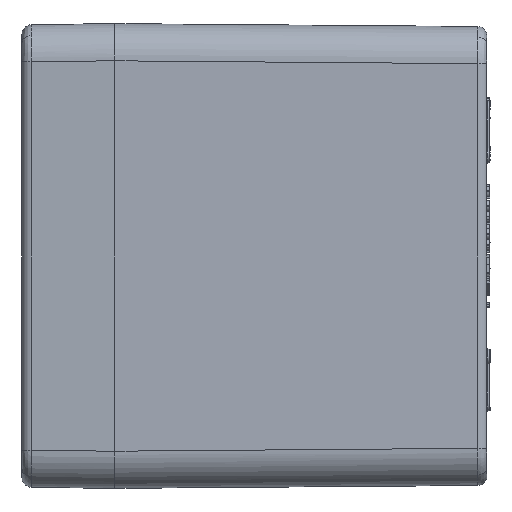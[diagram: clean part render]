
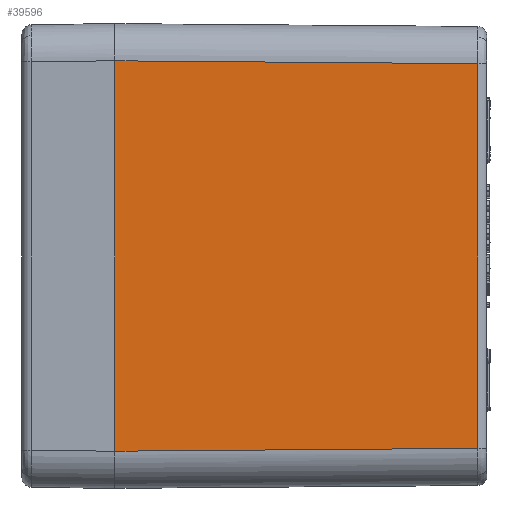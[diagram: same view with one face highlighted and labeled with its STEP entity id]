
A CAD part, left-side view. The second image highlights one B-rep face of the part: STEP entity #39596.
In plain terms, the highlighted planar face has unit normal (-1, -0.008, 0).
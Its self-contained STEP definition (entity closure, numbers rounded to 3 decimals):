
#1353 = VECTOR ( 'NONE', #26425, 1000. ) ;
#1750 = VERTEX_POINT ( 'NONE', #21069 ) ;
#2044 = EDGE_CURVE ( 'NONE', #41737, #15333, #14139, .T. ) ;
#2218 = CARTESIAN_POINT ( 'NONE',  ( -94.987, 0.3, -37.5 ) ) ;
#2817 = ORIENTED_EDGE ( 'NONE', *, *, #47108, .T. ) ;
#3386 = EDGE_LOOP ( 'NONE', ( #2817, #20573, #19891, #21490 ) ) ;
#7375 = VECTOR ( 'NONE', #15520, 1000. ) ;
#8539 = DIRECTION ( 'NONE',  ( 0.008, -1., 0. ) ) ;
#12875 = EDGE_CURVE ( 'NONE', #1750, #41737, #18089, .T. ) ;
#14139 = LINE ( 'NONE', #43078, #35718 ) ;
#15333 = VERTEX_POINT ( 'NONE', #47892 ) ;
#15520 = DIRECTION ( 'NONE',  ( 0., 0., 1. ) ) ;
#16448 = AXIS2_PLACEMENT_3D ( 'NONE', #28733, #32797, #8539 ) ;
#18089 = LINE ( 'NONE', #39307, #7375 ) ;
#19891 = ORIENTED_EDGE ( 'NONE', *, *, #2044, .T. ) ;
#20452 = CARTESIAN_POINT ( 'NONE',  ( -94.987, 0.3, -31.487 ) ) ;
#20573 = ORIENTED_EDGE ( 'NONE', *, *, #12875, .T. ) ;
#21069 = CARTESIAN_POINT ( 'NONE',  ( -94.527, -58.212, -31.027 ) ) ;
#21490 = ORIENTED_EDGE ( 'NONE', *, *, #27509, .T. ) ;
#22765 = LINE ( 'NONE', #48200, #33584 ) ;
#26425 = DIRECTION ( 'NONE',  ( 0., 0., -1. ) ) ;
#27509 = EDGE_CURVE ( 'NONE', #15333, #43481, #44398, .T. ) ;
#28733 = CARTESIAN_POINT ( 'NONE',  ( -95., 2., -37.5 ) ) ;
#32797 = DIRECTION ( 'NONE',  ( -1., -0.008, 0. ) ) ;
#33584 = VECTOR ( 'NONE', #40005, 1000. ) ;
#35718 = VECTOR ( 'NONE', #41264, 1000. ) ;
#39307 = CARTESIAN_POINT ( 'NONE',  ( -94.527, -58.212, 31.016 ) ) ;
#39596 = ADVANCED_FACE ( 'NONE', ( #47290 ), #44829, .T. ) ;
#40005 = DIRECTION ( 'NONE',  ( 0.008, -1., 0.008 ) ) ;
#41264 = DIRECTION ( 'NONE',  ( -0.008, 1., 0.008 ) ) ;
#41737 = VERTEX_POINT ( 'NONE', #43527 ) ;
#43078 = CARTESIAN_POINT ( 'NONE',  ( -94.996, 1.458, 31.496 ) ) ;
#43481 = VERTEX_POINT ( 'NONE', #20452 ) ;
#43527 = CARTESIAN_POINT ( 'NONE',  ( -94.527, -58.212, 31.027 ) ) ;
#44398 = LINE ( 'NONE', #2218, #1353 ) ;
#44829 = PLANE ( 'NONE',  #16448 ) ;
#47108 = EDGE_CURVE ( 'NONE', #43481, #1750, #22765, .T. ) ;
#47290 = FACE_OUTER_BOUND ( 'NONE', #3386, .T. ) ;
#47892 = CARTESIAN_POINT ( 'NONE',  ( -94.987, 0.3, 31.487 ) ) ;
#48200 = CARTESIAN_POINT ( 'NONE',  ( -95., 2.047, -31.501 ) ) ;
